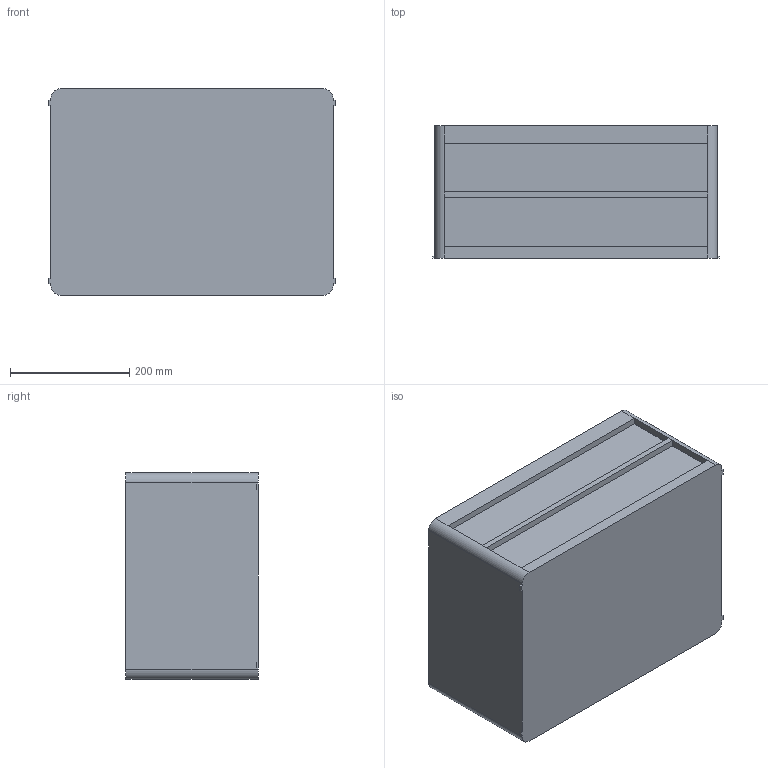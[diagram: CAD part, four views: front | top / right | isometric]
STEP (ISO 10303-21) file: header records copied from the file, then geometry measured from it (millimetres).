
FILE_DESCRIPTION(/* description */ (''),/* implementation_level */ '2;1');
FILE_NAME(/* name */ 'folding crate.ipt.stp',/* time_stamp */ '2014-12-18T16:48:05-08:00',/* author */ ('Autodesk Inc.'),/* organization */ ('Autodesk Inc.'),/* preprocessor_version */ 'ST-DEVELOPER v15.6',/* originating_system */ 'Autodesk Inventor 2015',/* authorisation */ '');
FILE_SCHEMA (('AUTOMOTIVE_DESIGN { 1 0 10303 214 3 1 1 }'));
Length unit declared in the file: inch
Products named in the file (1): folding crate
Bounding box: 479.43 x 222.25 x 346.07 mm (x, y, z)
Volume: 5565879.9 mm3; surface area: 1043035.4 mm2
Topology: 1 solids, 1 shells, 59 faces, 152 edges, 96 vertices
Faces by surface type: plane 51, cylinder 8
Entity records: 1787 total; most frequent: CARTESIAN_POINT 308, ORIENTED_EDGE 304, DIRECTION 288, EDGE_CURVE 152, LINE 136, VECTOR 136, VERTEX_POINT 96, AXIS2_PLACEMENT_3D 76
